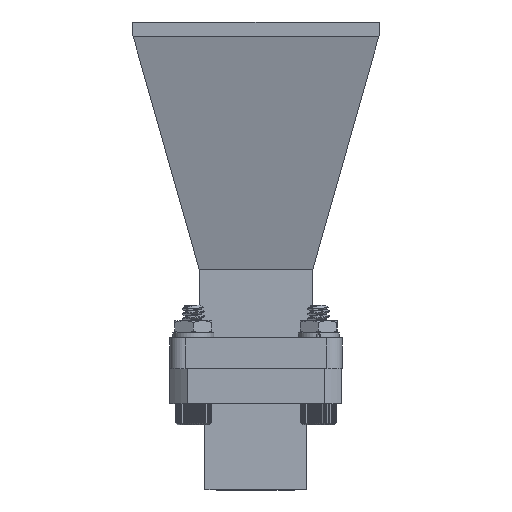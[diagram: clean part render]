
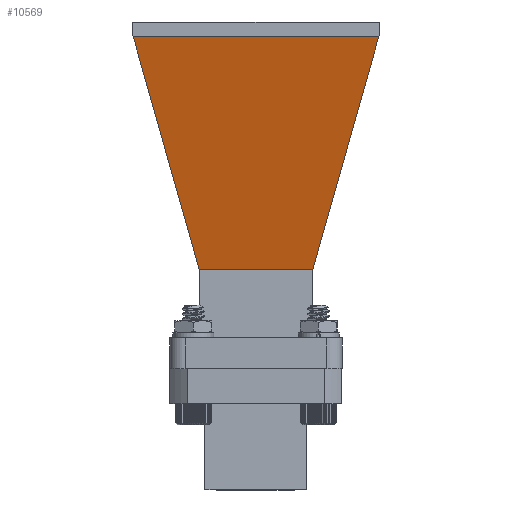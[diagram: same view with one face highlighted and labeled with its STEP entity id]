
A CAD part, front view. The second image highlights one B-rep face of the part: STEP entity #10569.
In plain terms, the highlighted face is planar.
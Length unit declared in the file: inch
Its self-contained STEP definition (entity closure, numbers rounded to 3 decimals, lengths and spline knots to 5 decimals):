
#696 = DIRECTION ( 'NONE',  ( 0.241, -0.265, -0.934 ) ) ;
#989 = VECTOR ( 'NONE', #2282, 39.37008 ) ;
#1242 = CARTESIAN_POINT ( 'NONE',  ( -0.16465, 0., 1.96206 ) ) ;
#1541 = DIRECTION ( 'NONE',  ( -0.241, -0.265, 0.934 ) ) ;
#1602 = ORIENTED_EDGE ( 'NONE', *, *, #7504, .T. ) ;
#1976 = VERTEX_POINT ( 'NONE', #6121 ) ;
#2282 = DIRECTION ( 'NONE',  ( 0., -1., 0. ) ) ;
#2616 = CARTESIAN_POINT ( 'NONE',  ( -0.3235, 0., 2.57887 ) ) ;
#3356 = EDGE_CURVE ( 'NONE', #13703, #1976, #3377, .T. ) ;
#3377 = LINE ( 'NONE', #11005, #12898 ) ;
#3823 = LINE ( 'NONE', #5064, #9176 ) ;
#4180 = ORIENTED_EDGE ( 'NONE', *, *, #11431, .T. ) ;
#5064 = CARTESIAN_POINT ( 'NONE',  ( -0.16465, -0.29001, 1.96206 ) ) ;
#5997 = CARTESIAN_POINT ( 'NONE',  ( -0.47112, -0.62718, 3.15207 ) ) ;
#6121 = CARTESIAN_POINT ( 'NONE',  ( -0.47112, 0.62718, 3.15207 ) ) ;
#6873 = ORIENTED_EDGE ( 'NONE', *, *, #3356, .T. ) ;
#7342 = CARTESIAN_POINT ( 'NONE',  ( -0.16465, -0.29001, 1.96206 ) ) ;
#7504 = EDGE_CURVE ( 'NONE', #8557, #11644, #13648, .T. ) ;
#7580 = EDGE_CURVE ( 'NONE', #11644, #13703, #3823, .T. ) ;
#7697 = EDGE_LOOP ( 'NONE', ( #6873, #4180, #1602, #9883 ) ) ;
#8121 = AXIS2_PLACEMENT_3D ( 'NONE', #2616, #12570, #10368 ) ;
#8557 = VERTEX_POINT ( 'NONE', #9863 ) ;
#9176 = VECTOR ( 'NONE', #1541, 39.37008 ) ;
#9265 = FACE_OUTER_BOUND ( 'NONE', #7697, .T. ) ;
#9863 = CARTESIAN_POINT ( 'NONE',  ( -0.16465, 0.29001, 1.96206 ) ) ;
#9883 = ORIENTED_EDGE ( 'NONE', *, *, #7580, .T. ) ;
#10215 = PLANE ( 'NONE',  #8121 ) ;
#10368 = DIRECTION ( 'NONE',  ( -0.249, 0., 0.968 ) ) ;
#10569 = ADVANCED_FACE ( 'NONE', ( #9265 ), #10215, .T. ) ;
#11005 = CARTESIAN_POINT ( 'NONE',  ( -0.47112, 0., 3.15207 ) ) ;
#11145 = DIRECTION ( 'NONE',  ( 0., 1., 0. ) ) ;
#11431 = EDGE_CURVE ( 'NONE', #1976, #8557, #11767, .T. ) ;
#11644 = VERTEX_POINT ( 'NONE', #7342 ) ;
#11767 = LINE ( 'NONE', #11835, #12113 ) ;
#11835 = CARTESIAN_POINT ( 'NONE',  ( -0.47112, 0.62718, 3.15207 ) ) ;
#12113 = VECTOR ( 'NONE', #696, 39.37008 ) ;
#12570 = DIRECTION ( 'NONE',  ( -0.968, 0., -0.249 ) ) ;
#12898 = VECTOR ( 'NONE', #11145, 39.37008 ) ;
#13648 = LINE ( 'NONE', #1242, #989 ) ;
#13703 = VERTEX_POINT ( 'NONE', #5997 ) ;
